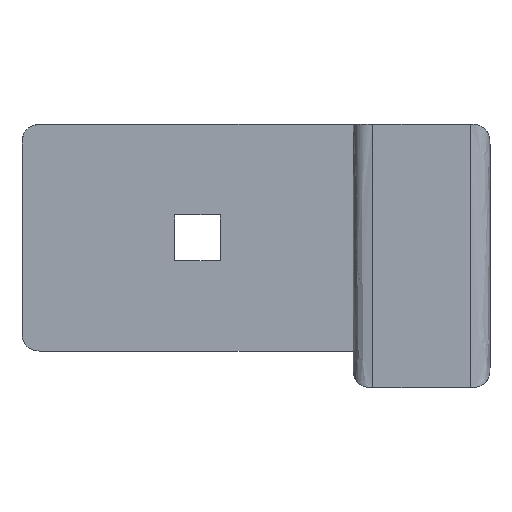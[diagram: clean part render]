
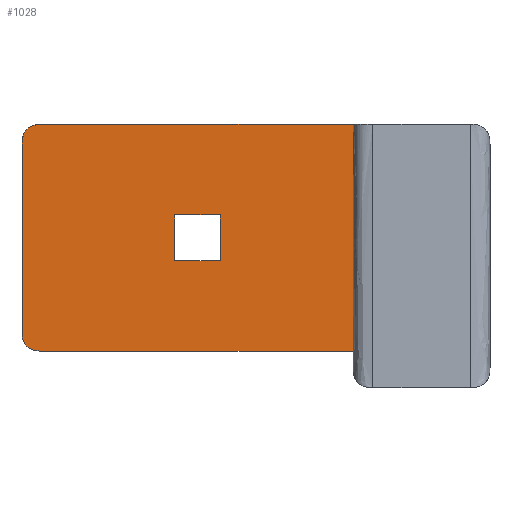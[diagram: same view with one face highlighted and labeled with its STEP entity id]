
A CAD part, top view. The second image highlights one B-rep face of the part: STEP entity #1028.
In plain terms, the highlighted planar face has unit normal (0, 0, 1).
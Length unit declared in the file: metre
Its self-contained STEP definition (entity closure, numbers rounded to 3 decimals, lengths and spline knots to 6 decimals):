
#22=B_SPLINE_CURVE_WITH_KNOTS('',3,(#1464,#1465,#1466,#1467,#1468,#1469,
#1470,#1471,#1472,#1473,#1474,#1475,#1476,#1477),.UNSPECIFIED.,.F.,.F.,
(4,1,1,1,1,1,1,1,1,1,1,4),(0.,0.0625,0.125,0.15625,0.1875,0.25,0.375,0.5,
0.625,0.75,0.875,1.),.UNSPECIFIED.);
#23=B_SPLINE_CURVE_WITH_KNOTS('',3,(#1481,#1482,#1483,#1484,#1485,#1486,
#1487,#1488,#1489,#1490,#1491,#1492,#1493,#1494),.UNSPECIFIED.,.F.,.F.,
(4,1,1,1,1,1,1,1,1,1,1,4),(0.,0.0625,0.125,0.15625,0.1875,0.25,0.375,0.5,
0.625,0.75,0.875,1.),.UNSPECIFIED.);
#90=ORIENTED_EDGE('',*,*,#386,.F.);
#91=ORIENTED_EDGE('',*,*,#387,.F.);
#92=ORIENTED_EDGE('',*,*,#388,.T.);
#93=ORIENTED_EDGE('',*,*,#389,.T.);
#94=ORIENTED_EDGE('',*,*,#390,.T.);
#95=ORIENTED_EDGE('',*,*,#391,.T.);
#96=ORIENTED_EDGE('',*,*,#392,.F.);
#97=ORIENTED_EDGE('',*,*,#393,.T.);
#98=ORIENTED_EDGE('',*,*,#394,.F.);
#99=ORIENTED_EDGE('',*,*,#395,.F.);
#386=EDGE_CURVE('',#531,#532,#630,.T.);
#387=EDGE_CURVE('',#533,#531,#631,.T.);
#388=EDGE_CURVE('',#533,#534,#632,.T.);
#389=EDGE_CURVE('',#534,#532,#633,.T.);
#390=EDGE_CURVE('',#535,#536,#634,.F.);
#391=EDGE_CURVE('',#536,#537,#22,.T.);
#392=EDGE_CURVE('',#538,#537,#635,.F.);
#393=EDGE_CURVE('',#538,#539,#23,.T.);
#394=EDGE_CURVE('',#540,#539,#636,.F.);
#395=EDGE_CURVE('',#535,#540,#637,.T.);
#531=VERTEX_POINT('',#1454);
#532=VERTEX_POINT('',#1455);
#533=VERTEX_POINT('',#1457);
#534=VERTEX_POINT('',#1459);
#535=VERTEX_POINT('',#1462);
#536=VERTEX_POINT('',#1463);
#537=VERTEX_POINT('',#1478);
#538=VERTEX_POINT('',#1480);
#539=VERTEX_POINT('',#1495);
#540=VERTEX_POINT('',#1497);
#630=LINE('',#1453,#752);
#631=LINE('',#1456,#753);
#632=LINE('',#1458,#754);
#633=LINE('',#1460,#755);
#634=LINE('',#1461,#756);
#635=LINE('',#1479,#757);
#636=LINE('',#1496,#758);
#637=LINE('',#1498,#759);
#752=VECTOR('',#1197,1.);
#753=VECTOR('',#1198,1.);
#754=VECTOR('',#1199,1.);
#755=VECTOR('',#1200,1.);
#756=VECTOR('',#1201,1.);
#757=VECTOR('',#1202,1.);
#758=VECTOR('',#1203,1.);
#759=VECTOR('',#1204,1.);
#851=EDGE_LOOP('',(#90,#91,#92,#93));
#852=EDGE_LOOP('',(#94,#95,#96,#97,#98,#99));
#914=FACE_BOUND('',#851,.T.);
#915=FACE_BOUND('',#852,.T.);
#977=PLANE('',#1099);
#1028=ADVANCED_FACE('',(#914,#915),#977,.F.);
#1099=AXIS2_PLACEMENT_3D('',#1452,#1195,#1196);
#1195=DIRECTION('',(0.,0.,-1.));
#1196=DIRECTION('',(1.,0.,0.));
#1197=DIRECTION('',(0.,-1.,0.));
#1198=DIRECTION('',(-1.,0.,0.));
#1199=DIRECTION('',(0.,-1.,0.));
#1200=DIRECTION('',(-1.,0.,0.));
#1201=DIRECTION('',(1.,0.,0.));
#1202=DIRECTION('',(0.,-1.,0.));
#1203=DIRECTION('',(1.,0.,0.));
#1204=DIRECTION('',(0.,-1.,0.));
#1452=CARTESIAN_POINT('',(0.03258,0.011135,0.007));
#1453=CARTESIAN_POINT('',(0.019205,0.015635,0.007));
#1454=CARTESIAN_POINT('',(0.019205,0.019385,0.007));
#1455=CARTESIAN_POINT('',(0.019205,0.011885,0.007));
#1456=CARTESIAN_POINT('',(0.022955,0.019385,0.007));
#1457=CARTESIAN_POINT('',(0.026705,0.019385,0.007));
#1458=CARTESIAN_POINT('',(0.026705,0.015635,0.007));
#1459=CARTESIAN_POINT('',(0.026705,0.011885,0.007));
#1460=CARTESIAN_POINT('',(0.022955,0.011885,0.007));
#1461=CARTESIAN_POINT('',(0.011,0.03427,0.007));
#1462=CARTESIAN_POINT('',(0.048548,0.03427,0.007));
#1463=CARTESIAN_POINT('',(-0.002639,0.03427,0.007));
#1464=CARTESIAN_POINT('',(-0.002639,0.03427,0.007));
#1465=CARTESIAN_POINT('',(-0.002777,0.03427,0.007));
#1466=CARTESIAN_POINT('',(-0.003031,0.034265,0.007));
#1467=CARTESIAN_POINT('',(-0.003273,0.034249,0.007));
#1468=CARTESIAN_POINT('',(-0.003457,0.034226,0.007));
#1469=CARTESIAN_POINT('',(-0.003688,0.034186,0.007));
#1470=CARTESIAN_POINT('',(-0.004049,0.034095,0.007));
#1471=CARTESIAN_POINT('',(-0.004589,0.033868,0.007));
#1472=CARTESIAN_POINT('',(-0.005102,0.033472,0.007));
#1473=CARTESIAN_POINT('',(-0.00549,0.032958,0.007));
#1474=CARTESIAN_POINT('',(-0.005754,0.032348,0.007));
#1475=CARTESIAN_POINT('',(-0.005883,0.031657,0.007));
#1476=CARTESIAN_POINT('',(-0.005889,0.031302,0.007));
#1477=CARTESIAN_POINT('',(-0.005889,0.03102,0.007));
#1478=CARTESIAN_POINT('',(-0.005889,0.03102,0.007));
#1479=CARTESIAN_POINT('',(-0.005889,0.00345,0.007));
#1480=CARTESIAN_POINT('',(-0.005889,0.00025,0.007));
#1481=CARTESIAN_POINT('',(-0.005889,0.00025,0.007));
#1482=CARTESIAN_POINT('',(-0.005889,0.000112,0.007));
#1483=CARTESIAN_POINT('',(-0.005884,-0.000142,0.007));
#1484=CARTESIAN_POINT('',(-0.005868,-0.000384,0.007));
#1485=CARTESIAN_POINT('',(-0.005845,-0.000568,0.007));
#1486=CARTESIAN_POINT('',(-0.005805,-0.000799,0.007));
#1487=CARTESIAN_POINT('',(-0.005714,-0.00116,0.007));
#1488=CARTESIAN_POINT('',(-0.005487,-0.0017,0.007));
#1489=CARTESIAN_POINT('',(-0.005091,-0.002213,0.007));
#1490=CARTESIAN_POINT('',(-0.004577,-0.002601,0.007));
#1491=CARTESIAN_POINT('',(-0.003967,-0.002865,0.007));
#1492=CARTESIAN_POINT('',(-0.003276,-0.002994,0.007));
#1493=CARTESIAN_POINT('',(-0.002921,-0.003,0.007));
#1494=CARTESIAN_POINT('',(-0.002639,-0.003,0.007));
#1495=CARTESIAN_POINT('',(-0.002639,-0.003,0.007));
#1496=CARTESIAN_POINT('',(0.0325,-0.003,0.007));
#1497=CARTESIAN_POINT('',(0.048548,-0.003,0.007));
#1498=CARTESIAN_POINT('',(0.048548,0.012635,0.007));
